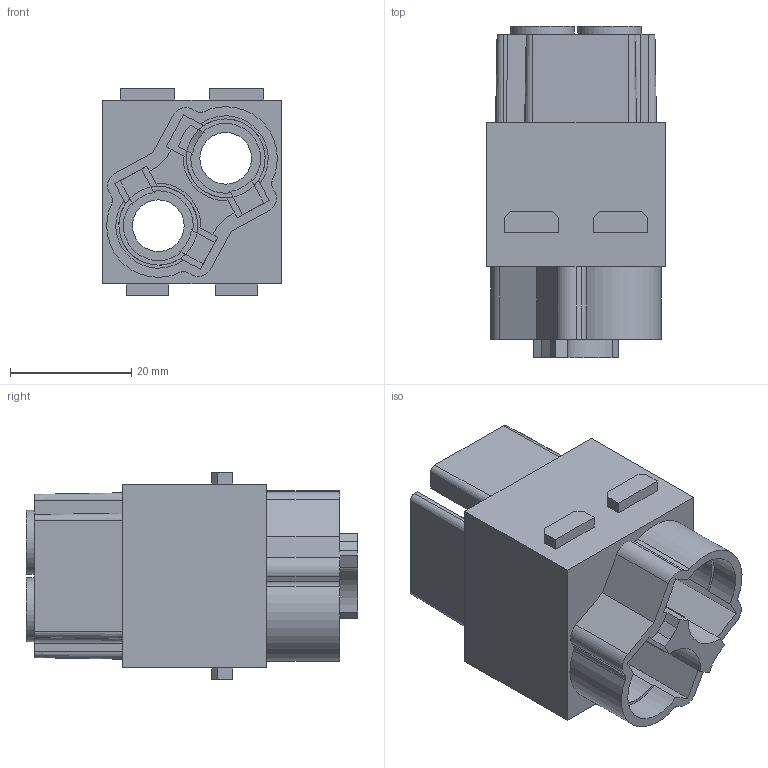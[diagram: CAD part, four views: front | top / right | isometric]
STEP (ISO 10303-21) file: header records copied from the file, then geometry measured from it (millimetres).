
FILE_DESCRIPTION(/* description */ (''),/* implementation_level */ '2;1');
FILE_NAME(/* name */ '100172057ugm000_b.stp',/* time_stamp */ '2017-10-27T12:54:42+02:00',/* author */ (''),/* organization */ (''),/* preprocessor_version */ 'ST-DEVELOPER v16',/* originating_system */ 'SIEMENS PLM Software NX 10.0',/* authorisation */ '');
FILE_SCHEMA (('AUTOMOTIVE_DESIGN { 1 0 10303 214 3 1 1 1 }'));
Length unit declared in the file: millimetre
Products named in the file (1): 100172057ugm000_b
Bounding box: 29.4 x 54.6 x 34.2 mm (x, y, z)
Volume: 23097.3 mm3; surface area: 14120.1 mm2
Topology: 2 solids, 2 shells, 170 faces, 442 edges, 297 vertices
Faces by surface type: plane 121, cylinder 38, cone 11
Full cylindrical faces by diameter (mm): 2.5 x4, 8.5 x2, 10.5 x2, 11.5 x2, 13 x2
Entity records: 5206 total; most frequent: CARTESIAN_POINT 916, DIRECTION 870, ORIENTED_EDGE 860, EDGE_CURVE 430, LINE 320, VECTOR 320, VERTEX_POINT 294, AXIS2_PLACEMENT_3D 275
